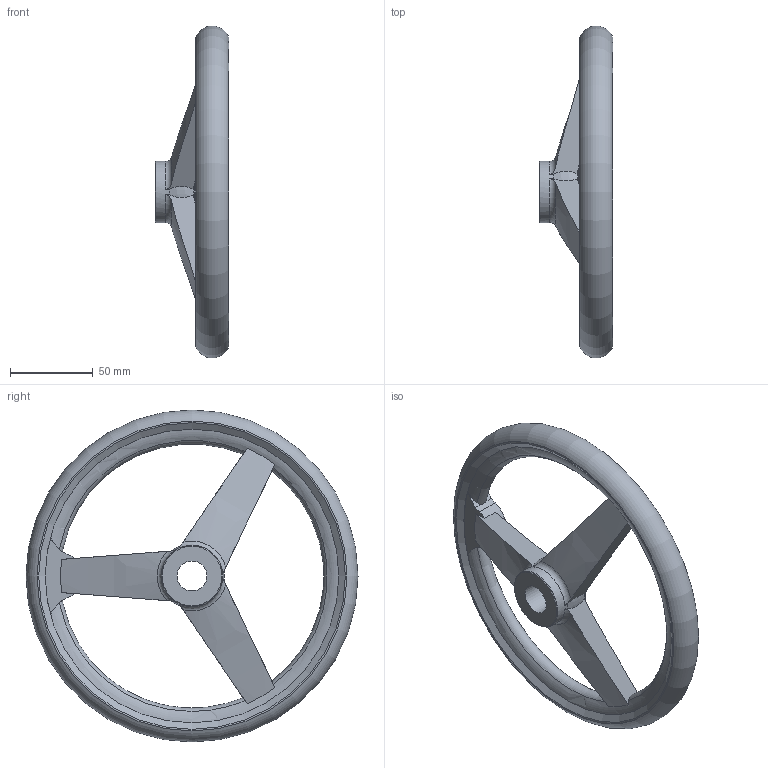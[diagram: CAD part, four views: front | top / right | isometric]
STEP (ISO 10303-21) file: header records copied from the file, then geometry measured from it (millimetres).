
FILE_DESCRIPTION( ( 'STEP AP203' ), ' ' );
FILE_NAME( 'Stainless Steel-Handwheel GN 950.6-200-B18-A.stp', '2015-09-15T09:42:59', ( '' ), ( '' ), ' ', 'PARTsolutions', ' ' );
FILE_SCHEMA( ( 'CONFIG_CONTROL_DESIGN' ) );
Length unit declared in the file: millimetre
Products named in the file (1): _Stainless Steel-Handwheel GN 950.6-200-B18-A
Bounding box: 44.5 x 200.04 x 200.04 mm (x, y, z)
Volume: 235431.8 mm3; surface area: 54297.4 mm2
Topology: 1 solids, 1 shells, 62 faces, 192 edges, 126 vertices
Faces by surface type: torus 17, plane 16, cone 15, cylinder 11, bspline 3
Full cylindrical faces by diameter (mm): 18 x1, 37 x2, 178.81 x1
Entity records: 2701 total; most frequent: CARTESIAN_POINT 1107, ORIENTED_EDGE 352, DIRECTION 288, EDGE_CURVE 176, AXIS2_PLACEMENT_3D 129, VERTEX_POINT 122, B_SPLINE_CURVE_WITH_KNOTS 77, EDGE_LOOP 75
